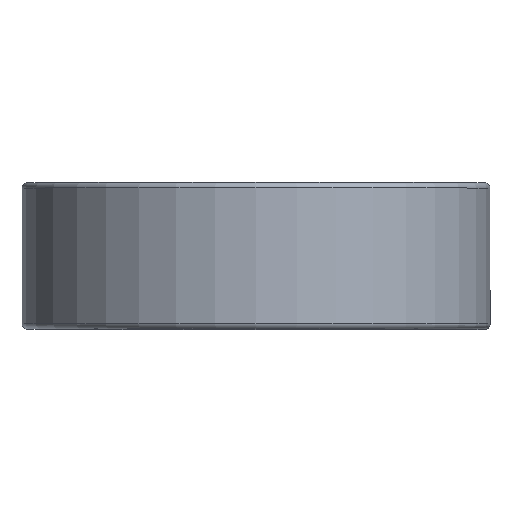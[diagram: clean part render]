
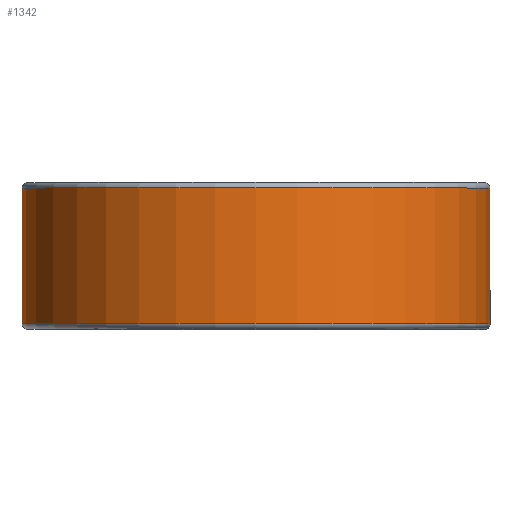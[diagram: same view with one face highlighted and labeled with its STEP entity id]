
A CAD part, top view. The second image highlights one B-rep face of the part: STEP entity #1342.
In plain terms, the highlighted cylindrical face has radius 32.969 mm (diameter 65.938 mm), a partial arc.
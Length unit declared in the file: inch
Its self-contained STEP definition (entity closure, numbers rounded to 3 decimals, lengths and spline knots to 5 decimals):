
#25 = ORIENTED_EDGE ( 'NONE', *, *, #1075, .F. ) ;
#293 = EDGE_CURVE ( 'NONE', #2169, #678, #437, .T. ) ;
#329 = ORIENTED_EDGE ( 'NONE', *, *, #340, .F. ) ;
#340 = EDGE_CURVE ( 'NONE', #1136, #2191, #891, .T. ) ;
#362 = CARTESIAN_POINT ( 'NONE',  ( 1.298, -0.37625, 0. ) ) ;
#437 = CIRCLE ( 'NONE', #1177, 1.298 ) ;
#502 = CARTESIAN_POINT ( 'NONE',  ( 0., 0.37625, 0. ) ) ;
#596 = DIRECTION ( 'NONE',  ( 0., -1., 0. ) ) ;
#602 = DIRECTION ( 'NONE',  ( 0., 0., -1. ) ) ;
#633 = VECTOR ( 'NONE', #1868, 39.37008 ) ;
#641 = DIRECTION ( 'NONE',  ( 0., 1., 0. ) ) ;
#678 = VERTEX_POINT ( 'NONE', #1590 ) ;
#720 = DIRECTION ( 'NONE',  ( 0., 0., -1. ) ) ;
#822 = CARTESIAN_POINT ( 'NONE',  ( 0., -0.37625, 0. ) ) ;
#832 = EDGE_LOOP ( 'NONE', ( #2265, #1888, #25, #329 ) ) ;
#833 = DIRECTION ( 'NONE',  ( 0., -1., 0. ) ) ;
#846 = DIRECTION ( 'NONE',  ( 0., 0., -1. ) ) ;
#891 = CIRCLE ( 'NONE', #1405, 1.298 ) ;
#896 = CARTESIAN_POINT ( 'NONE',  ( 0., 0.37625, -1.298 ) ) ;
#1075 = EDGE_CURVE ( 'NONE', #2191, #678, #1111, .T. ) ;
#1095 = DIRECTION ( 'NONE',  ( 0., -1., 0. ) ) ;
#1111 = LINE ( 'NONE', #896, #633 ) ;
#1136 = VERTEX_POINT ( 'NONE', #362 ) ;
#1177 = AXIS2_PLACEMENT_3D ( 'NONE', #502, #596, #602 ) ;
#1324 = LINE ( 'NONE', #1778, #2314 ) ;
#1342 = ADVANCED_FACE ( 'NONE', ( #1448 ), #1666, .T. ) ;
#1405 = AXIS2_PLACEMENT_3D ( 'NONE', #822, #833, #846 ) ;
#1448 = FACE_OUTER_BOUND ( 'NONE', #832, .T. ) ;
#1590 = CARTESIAN_POINT ( 'NONE',  ( 0., 0.37625, -1.298 ) ) ;
#1592 = CARTESIAN_POINT ( 'NONE',  ( 0., -0.37625, -1.298 ) ) ;
#1666 = CYLINDRICAL_SURFACE ( 'NONE', #2312, 1.298 ) ;
#1778 = CARTESIAN_POINT ( 'NONE',  ( 1.298, 0.37625, 0. ) ) ;
#1835 = CARTESIAN_POINT ( 'NONE',  ( 0., 0.375, 0. ) ) ;
#1868 = DIRECTION ( 'NONE',  ( 0., 1., 0. ) ) ;
#1888 = ORIENTED_EDGE ( 'NONE', *, *, #293, .T. ) ;
#2116 = EDGE_CURVE ( 'NONE', #1136, #2169, #1324, .T. ) ;
#2151 = CARTESIAN_POINT ( 'NONE',  ( 1.298, 0.37625, 0. ) ) ;
#2169 = VERTEX_POINT ( 'NONE', #2151 ) ;
#2191 = VERTEX_POINT ( 'NONE', #1592 ) ;
#2265 = ORIENTED_EDGE ( 'NONE', *, *, #2116, .T. ) ;
#2312 = AXIS2_PLACEMENT_3D ( 'NONE', #1835, #1095, #720 ) ;
#2314 = VECTOR ( 'NONE', #641, 39.37008 ) ;
